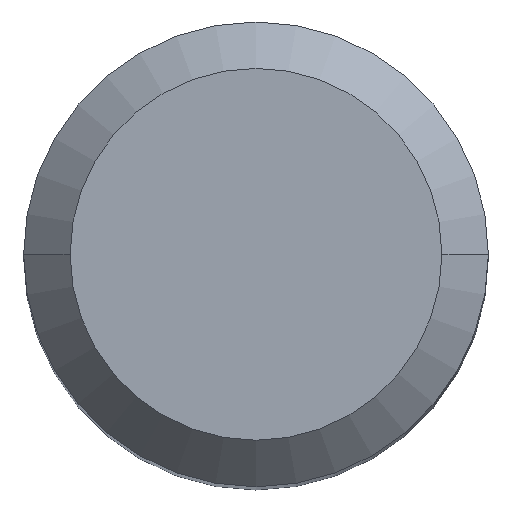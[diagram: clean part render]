
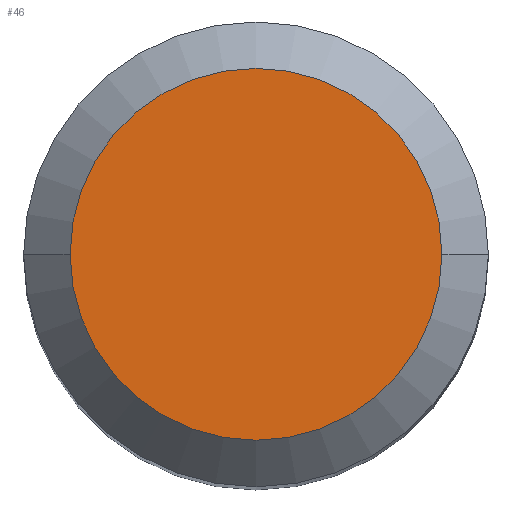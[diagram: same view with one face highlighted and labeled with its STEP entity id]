
A CAD part, top view. The second image highlights one B-rep face of the part: STEP entity #46.
In plain terms, the highlighted planar face has unit normal (0, 0, 1).
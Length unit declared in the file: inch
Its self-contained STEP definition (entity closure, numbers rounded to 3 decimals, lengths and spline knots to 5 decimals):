
#5 = CARTESIAN_POINT ( 'NONE',  ( -0.15748, 0., 0. ) ) ;
#23 = DIRECTION ( 'NONE',  ( -1., 0., 0. ) ) ;
#46 = ADVANCED_FACE ( 'NONE', ( #357 ), #103, .F. ) ;
#103 = PLANE ( 'NONE',  #370 ) ;
#123 = CIRCLE ( 'NONE', #315, 0.15748 ) ;
#124 = DIRECTION ( 'NONE',  ( 1., 0., 0. ) ) ;
#136 = CARTESIAN_POINT ( 'NONE',  ( 0.15748, 0., 0. ) ) ;
#175 = ORIENTED_EDGE ( 'NONE', *, *, #466, .T. ) ;
#208 = ORIENTED_EDGE ( 'NONE', *, *, #300, .T. ) ;
#216 = DIRECTION ( 'NONE',  ( 0., 0., -1. ) ) ;
#235 = AXIS2_PLACEMENT_3D ( 'NONE', #433, #311, #468 ) ;
#245 = CARTESIAN_POINT ( 'NONE',  ( 0., 0., 0. ) ) ;
#268 = VERTEX_POINT ( 'NONE', #5 ) ;
#291 = CIRCLE ( 'NONE', #235, 0.15748 ) ;
#300 = EDGE_CURVE ( 'NONE', #268, #428, #123, .T. ) ;
#311 = DIRECTION ( 'NONE',  ( 0., 0., 1. ) ) ;
#315 = AXIS2_PLACEMENT_3D ( 'NONE', #343, #458, #124 ) ;
#343 = CARTESIAN_POINT ( 'NONE',  ( 0., 0., 0. ) ) ;
#357 = FACE_OUTER_BOUND ( 'NONE', #436, .T. ) ;
#370 = AXIS2_PLACEMENT_3D ( 'NONE', #245, #216, #23 ) ;
#428 = VERTEX_POINT ( 'NONE', #136 ) ;
#433 = CARTESIAN_POINT ( 'NONE',  ( 0., 0., 0. ) ) ;
#436 = EDGE_LOOP ( 'NONE', ( #208, #175 ) ) ;
#458 = DIRECTION ( 'NONE',  ( 0., 0., 1. ) ) ;
#466 = EDGE_CURVE ( 'NONE', #428, #268, #291, .T. ) ;
#468 = DIRECTION ( 'NONE',  ( 1., 0., 0. ) ) ;
